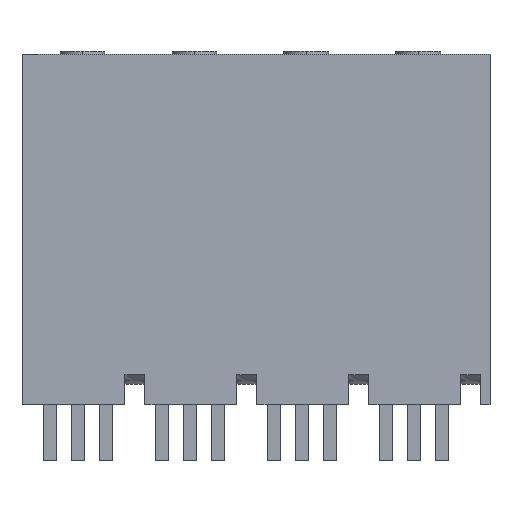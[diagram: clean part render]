
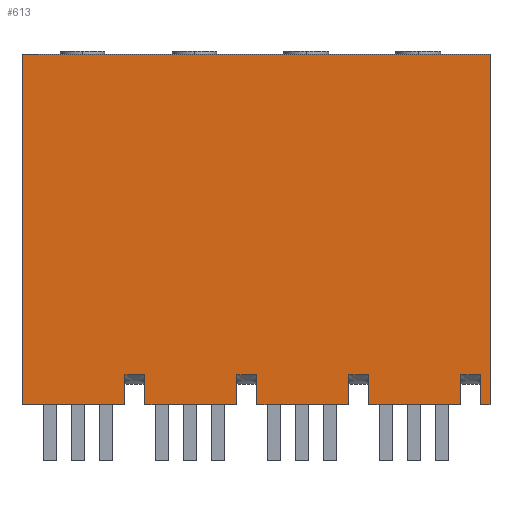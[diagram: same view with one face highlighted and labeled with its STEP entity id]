
A CAD part, front view. The second image highlights one B-rep face of the part: STEP entity #613.
In plain terms, the highlighted planar face has unit normal (0, -1, 0).
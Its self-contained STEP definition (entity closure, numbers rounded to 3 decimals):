
#441=AXIS2_PLACEMENT_3D('Plane Axis2P3D',#438,#439,#440) ;
#88=CARTESIAN_POINT('Vertex',(9.173,0.,5.)) ;
#93=CARTESIAN_POINT('Line Origine',(4.586,0.,5.)) ;
#97=CARTESIAN_POINT('Vertex',(0.,0.,5.)) ;
#352=CARTESIAN_POINT('Vertex',(9.196,0.,7.699)) ;
#355=CARTESIAN_POINT('Line Origine',(9.185,0.,6.349)) ;
#438=CARTESIAN_POINT('Axis2P3D Location',(0.,0.,5.)) ;
#443=CARTESIAN_POINT('Line Origine',(0.,0.,20.65)) ;
#447=CARTESIAN_POINT('Vertex',(0.,0.,36.3)) ;
#450=CARTESIAN_POINT('Line Origine',(10.064,0.,7.691)) ;
#454=CARTESIAN_POINT('Vertex',(10.931,0.,7.683)) ;
#457=CARTESIAN_POINT('Line Origine',(10.943,0.,6.342)) ;
#461=CARTESIAN_POINT('Vertex',(10.954,0.,5.)) ;
#464=CARTESIAN_POINT('Line Origine',(11.377,0.,5.)) ;
#468=CARTESIAN_POINT('Vertex',(11.8,0.,5.)) ;
#471=CARTESIAN_POINT('Line Origine',(15.486,0.,5.)) ;
#475=CARTESIAN_POINT('Vertex',(19.173,0.,5.)) ;
#478=CARTESIAN_POINT('Line Origine',(19.185,0.,6.349)) ;
#482=CARTESIAN_POINT('Vertex',(19.196,0.,7.699)) ;
#485=CARTESIAN_POINT('Line Origine',(20.064,0.,7.691)) ;
#489=CARTESIAN_POINT('Vertex',(20.931,0.,7.683)) ;
#492=CARTESIAN_POINT('Line Origine',(20.943,0.,6.342)) ;
#496=CARTESIAN_POINT('Vertex',(20.954,0.,5.)) ;
#499=CARTESIAN_POINT('Line Origine',(21.377,0.,5.)) ;
#503=CARTESIAN_POINT('Vertex',(21.8,0.,5.)) ;
#506=CARTESIAN_POINT('Line Origine',(25.486,0.,5.)) ;
#510=CARTESIAN_POINT('Vertex',(29.173,0.,5.)) ;
#513=CARTESIAN_POINT('Line Origine',(29.185,0.,6.349)) ;
#517=CARTESIAN_POINT('Vertex',(29.196,0.,7.699)) ;
#520=CARTESIAN_POINT('Line Origine',(30.064,0.,7.691)) ;
#524=CARTESIAN_POINT('Vertex',(30.931,0.,7.683)) ;
#527=CARTESIAN_POINT('Line Origine',(30.943,0.,6.342)) ;
#531=CARTESIAN_POINT('Vertex',(30.954,0.,5.)) ;
#534=CARTESIAN_POINT('Line Origine',(31.377,0.,5.)) ;
#538=CARTESIAN_POINT('Vertex',(31.8,0.,5.)) ;
#541=CARTESIAN_POINT('Line Origine',(35.486,0.,5.)) ;
#545=CARTESIAN_POINT('Vertex',(39.173,0.,5.)) ;
#548=CARTESIAN_POINT('Line Origine',(39.185,0.,6.349)) ;
#552=CARTESIAN_POINT('Vertex',(39.196,0.,7.699)) ;
#555=CARTESIAN_POINT('Line Origine',(40.064,0.,7.691)) ;
#559=CARTESIAN_POINT('Vertex',(40.931,0.,7.683)) ;
#562=CARTESIAN_POINT('Line Origine',(40.943,0.,6.342)) ;
#566=CARTESIAN_POINT('Vertex',(40.954,0.,5.)) ;
#569=CARTESIAN_POINT('Line Origine',(41.377,0.,5.)) ;
#573=CARTESIAN_POINT('Vertex',(41.8,0.,5.)) ;
#576=CARTESIAN_POINT('Line Origine',(41.8,0.,20.65)) ;
#580=CARTESIAN_POINT('Vertex',(41.8,0.,36.3)) ;
#583=CARTESIAN_POINT('Line Origine',(20.9,0.,36.3)) ;
#94=DIRECTION('Vector Direction',(1.,0.,0.)) ;
#356=DIRECTION('Vector Direction',(0.009,0.,1.)) ;
#439=DIRECTION('Axis2P3D Direction',(0.,1.,0.)) ;
#440=DIRECTION('Axis2P3D XDirection',(0.,0.,1.)) ;
#444=DIRECTION('Vector Direction',(0.,0.,1.)) ;
#451=DIRECTION('Vector Direction',(1.,0.,-0.009)) ;
#458=DIRECTION('Vector Direction',(-0.009,0.,1.)) ;
#465=DIRECTION('Vector Direction',(1.,0.,0.)) ;
#472=DIRECTION('Vector Direction',(1.,0.,0.)) ;
#479=DIRECTION('Vector Direction',(0.009,0.,1.)) ;
#486=DIRECTION('Vector Direction',(1.,0.,-0.009)) ;
#493=DIRECTION('Vector Direction',(-0.009,0.,1.)) ;
#500=DIRECTION('Vector Direction',(1.,0.,0.)) ;
#507=DIRECTION('Vector Direction',(1.,0.,0.)) ;
#514=DIRECTION('Vector Direction',(0.009,0.,1.)) ;
#521=DIRECTION('Vector Direction',(1.,0.,-0.009)) ;
#528=DIRECTION('Vector Direction',(-0.009,0.,1.)) ;
#535=DIRECTION('Vector Direction',(1.,0.,0.)) ;
#542=DIRECTION('Vector Direction',(1.,0.,0.)) ;
#549=DIRECTION('Vector Direction',(0.009,0.,1.)) ;
#556=DIRECTION('Vector Direction',(1.,0.,-0.009)) ;
#563=DIRECTION('Vector Direction',(-0.009,0.,1.)) ;
#570=DIRECTION('Vector Direction',(1.,0.,0.)) ;
#577=DIRECTION('Vector Direction',(0.,0.,1.)) ;
#584=DIRECTION('Vector Direction',(1.,0.,0.)) ;
#95=VECTOR('Line Direction',#94,1.) ;
#357=VECTOR('Line Direction',#356,1.) ;
#445=VECTOR('Line Direction',#444,1.) ;
#452=VECTOR('Line Direction',#451,1.) ;
#459=VECTOR('Line Direction',#458,1.) ;
#466=VECTOR('Line Direction',#465,1.) ;
#473=VECTOR('Line Direction',#472,1.) ;
#480=VECTOR('Line Direction',#479,1.) ;
#487=VECTOR('Line Direction',#486,1.) ;
#494=VECTOR('Line Direction',#493,1.) ;
#501=VECTOR('Line Direction',#500,1.) ;
#508=VECTOR('Line Direction',#507,1.) ;
#515=VECTOR('Line Direction',#514,1.) ;
#522=VECTOR('Line Direction',#521,1.) ;
#529=VECTOR('Line Direction',#528,1.) ;
#536=VECTOR('Line Direction',#535,1.) ;
#543=VECTOR('Line Direction',#542,1.) ;
#550=VECTOR('Line Direction',#549,1.) ;
#557=VECTOR('Line Direction',#556,1.) ;
#564=VECTOR('Line Direction',#563,1.) ;
#571=VECTOR('Line Direction',#570,1.) ;
#578=VECTOR('Line Direction',#577,1.) ;
#585=VECTOR('Line Direction',#584,1.) ;
#589=ORIENTED_EDGE('',*,*,#449,.F.) ;
#590=ORIENTED_EDGE('',*,*,#99,.T.) ;
#591=ORIENTED_EDGE('',*,*,#359,.F.) ;
#592=ORIENTED_EDGE('',*,*,#456,.T.) ;
#593=ORIENTED_EDGE('',*,*,#463,.F.) ;
#594=ORIENTED_EDGE('',*,*,#470,.T.) ;
#595=ORIENTED_EDGE('',*,*,#477,.T.) ;
#596=ORIENTED_EDGE('',*,*,#484,.F.) ;
#597=ORIENTED_EDGE('',*,*,#491,.T.) ;
#598=ORIENTED_EDGE('',*,*,#498,.F.) ;
#599=ORIENTED_EDGE('',*,*,#505,.T.) ;
#600=ORIENTED_EDGE('',*,*,#512,.T.) ;
#601=ORIENTED_EDGE('',*,*,#519,.F.) ;
#602=ORIENTED_EDGE('',*,*,#526,.T.) ;
#603=ORIENTED_EDGE('',*,*,#533,.F.) ;
#604=ORIENTED_EDGE('',*,*,#540,.T.) ;
#605=ORIENTED_EDGE('',*,*,#547,.T.) ;
#606=ORIENTED_EDGE('',*,*,#554,.F.) ;
#607=ORIENTED_EDGE('',*,*,#561,.T.) ;
#608=ORIENTED_EDGE('',*,*,#568,.F.) ;
#609=ORIENTED_EDGE('',*,*,#575,.T.) ;
#610=ORIENTED_EDGE('',*,*,#582,.T.) ;
#611=ORIENTED_EDGE('',*,*,#587,.F.) ;
#613=ADVANCED_FACE('HOUSING',(#612),#442,.F.) ;
#99=EDGE_CURVE('',#98,#89,#96,.T.) ;
#359=EDGE_CURVE('',#353,#89,#358,.F.) ;
#449=EDGE_CURVE('',#98,#448,#446,.T.) ;
#456=EDGE_CURVE('',#353,#455,#453,.T.) ;
#463=EDGE_CURVE('',#462,#455,#460,.T.) ;
#470=EDGE_CURVE('',#462,#469,#467,.T.) ;
#477=EDGE_CURVE('',#469,#476,#474,.T.) ;
#484=EDGE_CURVE('',#483,#476,#481,.F.) ;
#491=EDGE_CURVE('',#483,#490,#488,.T.) ;
#498=EDGE_CURVE('',#497,#490,#495,.T.) ;
#505=EDGE_CURVE('',#497,#504,#502,.T.) ;
#512=EDGE_CURVE('',#504,#511,#509,.T.) ;
#519=EDGE_CURVE('',#518,#511,#516,.F.) ;
#526=EDGE_CURVE('',#518,#525,#523,.T.) ;
#533=EDGE_CURVE('',#532,#525,#530,.T.) ;
#540=EDGE_CURVE('',#532,#539,#537,.T.) ;
#547=EDGE_CURVE('',#539,#546,#544,.T.) ;
#554=EDGE_CURVE('',#553,#546,#551,.F.) ;
#561=EDGE_CURVE('',#553,#560,#558,.T.) ;
#568=EDGE_CURVE('',#567,#560,#565,.T.) ;
#575=EDGE_CURVE('',#567,#574,#572,.T.) ;
#582=EDGE_CURVE('',#574,#581,#579,.T.) ;
#587=EDGE_CURVE('',#448,#581,#586,.T.) ;
#588=EDGE_LOOP('',(#589,#590,#591,#592,#593,#594,#595,#596,#597,#598,#599,#600,#601,#602,#603,#604,#605,#606,#607,#608,#609,#610,#611)) ;
#612=FACE_OUTER_BOUND('',#588,.T.) ;
#96=LINE('Line',#93,#95) ;
#358=LINE('Line',#355,#357) ;
#446=LINE('Line',#443,#445) ;
#453=LINE('Line',#450,#452) ;
#460=LINE('Line',#457,#459) ;
#467=LINE('Line',#464,#466) ;
#474=LINE('Line',#471,#473) ;
#481=LINE('Line',#478,#480) ;
#488=LINE('Line',#485,#487) ;
#495=LINE('Line',#492,#494) ;
#502=LINE('Line',#499,#501) ;
#509=LINE('Line',#506,#508) ;
#516=LINE('Line',#513,#515) ;
#523=LINE('Line',#520,#522) ;
#530=LINE('Line',#527,#529) ;
#537=LINE('Line',#534,#536) ;
#544=LINE('Line',#541,#543) ;
#551=LINE('Line',#548,#550) ;
#558=LINE('Line',#555,#557) ;
#565=LINE('Line',#562,#564) ;
#572=LINE('Line',#569,#571) ;
#579=LINE('Line',#576,#578) ;
#586=LINE('Line',#583,#585) ;
#442=PLANE('',#441) ;
#89=VERTEX_POINT('',#88) ;
#98=VERTEX_POINT('',#97) ;
#353=VERTEX_POINT('',#352) ;
#448=VERTEX_POINT('',#447) ;
#455=VERTEX_POINT('',#454) ;
#462=VERTEX_POINT('',#461) ;
#469=VERTEX_POINT('',#468) ;
#476=VERTEX_POINT('',#475) ;
#483=VERTEX_POINT('',#482) ;
#490=VERTEX_POINT('',#489) ;
#497=VERTEX_POINT('',#496) ;
#504=VERTEX_POINT('',#503) ;
#511=VERTEX_POINT('',#510) ;
#518=VERTEX_POINT('',#517) ;
#525=VERTEX_POINT('',#524) ;
#532=VERTEX_POINT('',#531) ;
#539=VERTEX_POINT('',#538) ;
#546=VERTEX_POINT('',#545) ;
#553=VERTEX_POINT('',#552) ;
#560=VERTEX_POINT('',#559) ;
#567=VERTEX_POINT('',#566) ;
#574=VERTEX_POINT('',#573) ;
#581=VERTEX_POINT('',#580) ;
